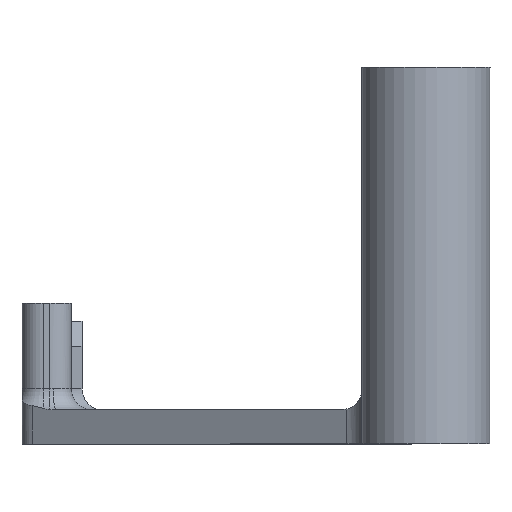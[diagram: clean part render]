
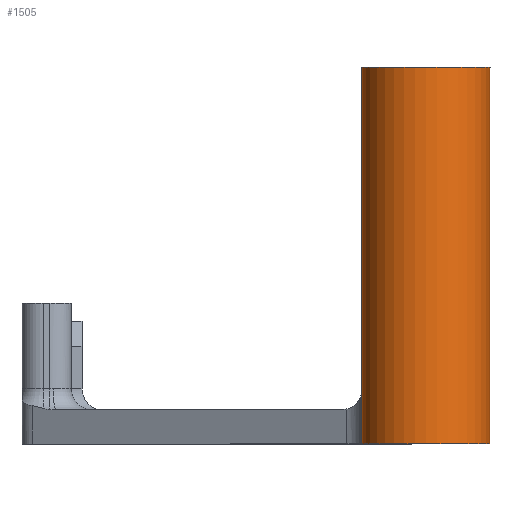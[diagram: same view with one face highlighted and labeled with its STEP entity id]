
A CAD part, top view. The second image highlights one B-rep face of the part: STEP entity #1505.
In plain terms, the highlighted cylindrical face has radius 15 mm (diameter 30 mm), a full revolution.
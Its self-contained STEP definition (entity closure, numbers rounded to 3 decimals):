
#31=FACE_BOUND($,#232,.T.);
#146=FACE_OUTER_BOUND($,#231,.T.);
#231=EDGE_LOOP($,(#1349,#1350,#1351,#1352));
#232=EDGE_LOOP($,(#1353));
#258=CIRCLE($,#1539,15.);
#296=CIRCLE($,#1634,15.);
#302=CIRCLE($,#1654,15.);
#392=LINE($,#2532,#526);
#410=LINE($,#2595,#544);
#526=VECTOR($,#1956,16.);
#544=VECTOR($,#2006,16.);
#618=VERTEX_POINT($,#2192);
#696=VERTEX_POINT($,#2520);
#697=VERTEX_POINT($,#2531);
#719=VERTEX_POINT($,#2592);
#720=VERTEX_POINT($,#2594);
#771=EDGE_CURVE($,#618,#618,#258,.T.);
#891=EDGE_CURVE($,#697,#696,#392,.T.);
#920=EDGE_CURVE($,#719,#720,#410,.T.);
#922=EDGE_CURVE($,#720,#696,#296,.T.);
#949=EDGE_CURVE($,#719,#697,#302,.T.);
#1349=ORIENTED_EDGE($,*,*,#920,.F.);
#1350=ORIENTED_EDGE($,*,*,#949,.T.);
#1351=ORIENTED_EDGE($,*,*,#891,.T.);
#1352=ORIENTED_EDGE($,*,*,#922,.F.);
#1353=ORIENTED_EDGE($,*,*,#771,.F.);
#1430=CYLINDRICAL_SURFACE($,#1653,15.);
#1505=ADVANCED_FACE($,(#146,#31),#1430,.T.);
#1539=AXIS2_PLACEMENT_3D($,#2193,#1726,#1727);
#1634=AXIS2_PLACEMENT_3D($,#2609,#2009,#2010);
#1653=AXIS2_PLACEMENT_3D($,#2662,#2068,#2069);
#1654=AXIS2_PLACEMENT_3D($,#2663,#2070,#2071);
#1726=DIRECTION('center_axis',(0.,1.,0.));
#1727=DIRECTION('ref_axis',(-1.,0.,0.));
#1956=DIRECTION($,(0.,1.,0.));
#2006=DIRECTION($,(0.,1.,0.));
#2009=DIRECTION('center_axis',(0.,-1.,0.));
#2010=DIRECTION('ref_axis',(-0.084,0.,
-0.996));
#2068=DIRECTION('center_axis',(0.,1.,0.));
#2069=DIRECTION('ref_axis',(-0.867,0.,-0.497));
#2070=DIRECTION('center_axis',(0.,1.,0.));
#2071=DIRECTION('ref_axis',(-0.867,0.,-0.497));
#2192=CARTESIAN_POINT('',(82.895,88.,57.214));
#2193=CARTESIAN_POINT('Origin',(67.895,88.,57.214));
#2520=CARTESIAN_POINT('',(79.473,16.,47.677));
#2531=CARTESIAN_POINT('',(79.473,0.,47.677));
#2532=CARTESIAN_POINT($,(79.473,0.,47.677));
#2592=CARTESIAN_POINT('',(53.121,0.,54.62));
#2594=CARTESIAN_POINT('',(53.121,16.,54.62));
#2595=CARTESIAN_POINT($,(53.121,0.,54.62));
#2609=CARTESIAN_POINT('Origin',(67.895,16.,57.214));
#2662=CARTESIAN_POINT('Origin',(67.895,0.,57.214));
#2663=CARTESIAN_POINT('Origin',(67.895,0.,57.214));
